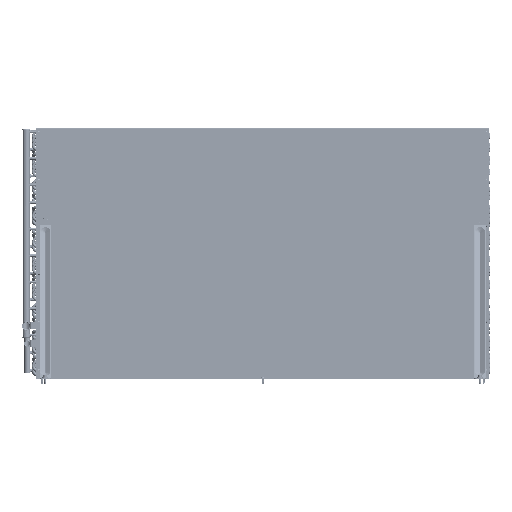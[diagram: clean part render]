
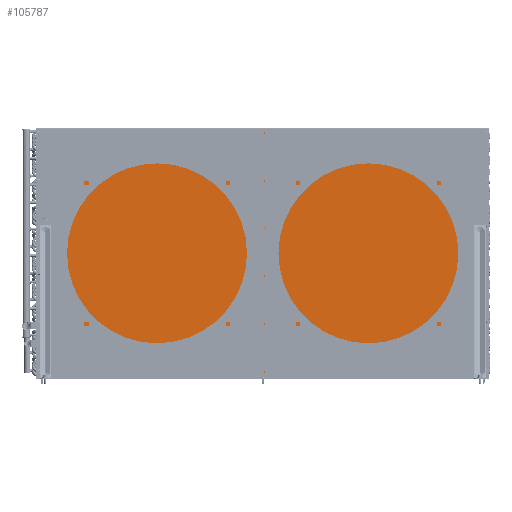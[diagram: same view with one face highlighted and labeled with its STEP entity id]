
A CAD part, left-side view. The second image highlights one B-rep face of the part: STEP entity #105787.
In plain terms, the highlighted planar face has unit normal (-1, 0, 0).
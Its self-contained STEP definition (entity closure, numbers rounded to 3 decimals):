
#98110=DIRECTION('',(0.,0.,1.));
#98111=VECTOR('',#98110,700.);
#98112=CARTESIAN_POINT('',(-54.125,625.,-350.));
#98113=LINE('',#98112,#98111);
#99272=DIRECTION('',(0.,0.,1.));
#99273=VECTOR('',#99272,700.);
#99274=CARTESIAN_POINT('',(-54.125,-625.,-350.));
#99275=LINE('',#99274,#99273);
#99276=DIRECTION('',(0.,-1.,0.));
#99277=VECTOR('',#99276,1250.);
#99278=CARTESIAN_POINT('',(-54.125,625.,-350.));
#99279=LINE('',#99278,#99277);
#99284=DIRECTION('',(0.,-1.,0.));
#99285=VECTOR('',#99284,1250.);
#99286=CARTESIAN_POINT('',(-54.125,625.,350.));
#99287=LINE('',#99286,#99285);
#99376=CARTESIAN_POINT('',(-54.125,-625.,-350.));
#99377=CARTESIAN_POINT('',(-54.125,-625.,350.));
#99378=VERTEX_POINT('',#99376);
#99379=VERTEX_POINT('',#99377);
#99428=CARTESIAN_POINT('',(-54.125,625.,-350.));
#99429=CARTESIAN_POINT('',(-54.125,625.,350.));
#99430=VERTEX_POINT('',#99428);
#99431=VERTEX_POINT('',#99429);
#105774=CARTESIAN_POINT('',(-54.125,-625.,350.));
#105775=DIRECTION('',(1.,0.,0.));
#105776=DIRECTION('',(0.,0.,-1.));
#105777=AXIS2_PLACEMENT_3D('',#105774,#105775,#105776);
#105778=PLANE('',#105777);
#105779=ORIENTED_EDGE('',*,*,#101396,.T.);
#105781=ORIENTED_EDGE('',*,*,#105780,.T.);
#105782=ORIENTED_EDGE('',*,*,#100517,.F.);
#105784=ORIENTED_EDGE('',*,*,#105783,.F.);
#105785=EDGE_LOOP('',(#105779,#105781,#105782,#105784));
#105786=FACE_OUTER_BOUND('',#105785,.F.);
#105787=ADVANCED_FACE('',(#105786),#105778,.F.);
#100517=EDGE_CURVE('',#99378,#99379,#99275,.T.);
#101396=EDGE_CURVE('',#99430,#99431,#98113,.T.);
#105780=EDGE_CURVE('',#99431,#99379,#99287,.T.);
#105783=EDGE_CURVE('',#99430,#99378,#99279,.T.);
